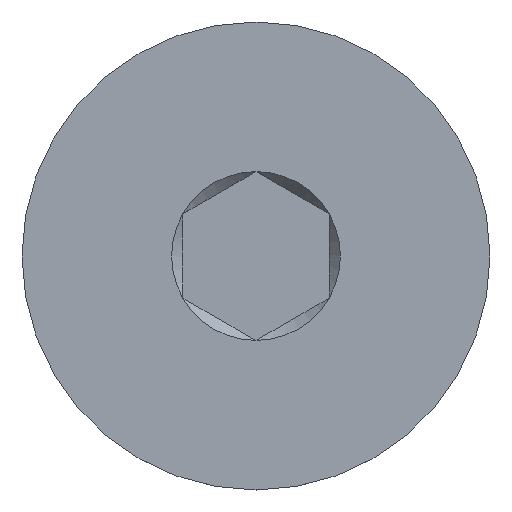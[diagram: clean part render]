
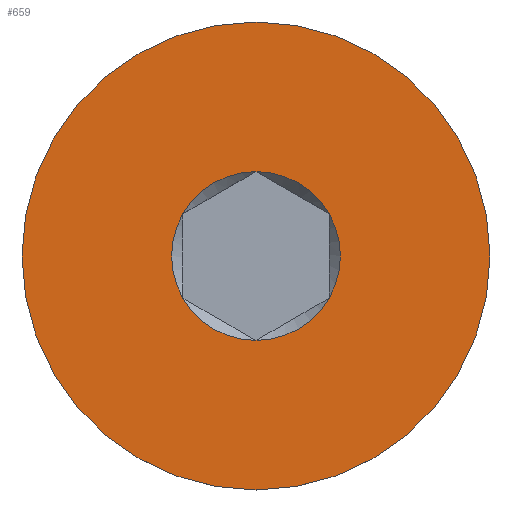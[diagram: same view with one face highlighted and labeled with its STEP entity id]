
A CAD part, top view. The second image highlights one B-rep face of the part: STEP entity #659.
In plain terms, the highlighted planar face has unit normal (0, 0, 1).
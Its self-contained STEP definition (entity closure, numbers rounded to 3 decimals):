
#17=FACE_BOUND('',#99,.T.);
#18=PLANE('',#732);
#58=FACE_OUTER_BOUND('',#98,.T.);
#98=EDGE_LOOP('',(#515,#516));
#99=EDGE_LOOP('',(#517,#518,#519,#520,#521,#522));
#140=CIRCLE('',#724,1.443);
#141=CIRCLE('',#726,4.);
#142=CIRCLE('',#727,4.);
#146=CIRCLE('',#733,1.443);
#147=CIRCLE('',#734,1.443);
#148=CIRCLE('',#735,1.443);
#149=CIRCLE('',#736,1.443);
#150=CIRCLE('',#737,1.443);
#295=VERTEX_POINT('',#4535);
#296=VERTEX_POINT('',#4536);
#297=VERTEX_POINT('',#4542);
#298=VERTEX_POINT('',#4543);
#304=VERTEX_POINT('',#4621);
#305=VERTEX_POINT('',#4623);
#306=VERTEX_POINT('',#4625);
#307=VERTEX_POINT('',#4627);
#379=EDGE_CURVE('',#295,#296,#140,.T.);
#380=EDGE_CURVE('',#297,#298,#141,.T.);
#381=EDGE_CURVE('',#298,#297,#142,.T.);
#390=EDGE_CURVE('',#296,#304,#146,.T.);
#391=EDGE_CURVE('',#304,#305,#147,.T.);
#392=EDGE_CURVE('',#305,#306,#148,.T.);
#393=EDGE_CURVE('',#306,#307,#149,.T.);
#394=EDGE_CURVE('',#307,#295,#150,.T.);
#515=ORIENTED_EDGE('',*,*,#380,.T.);
#516=ORIENTED_EDGE('',*,*,#381,.T.);
#517=ORIENTED_EDGE('',*,*,#390,.T.);
#518=ORIENTED_EDGE('',*,*,#391,.T.);
#519=ORIENTED_EDGE('',*,*,#392,.T.);
#520=ORIENTED_EDGE('',*,*,#393,.T.);
#521=ORIENTED_EDGE('',*,*,#394,.T.);
#522=ORIENTED_EDGE('',*,*,#379,.T.);
#659=ADVANCED_FACE('',(#58,#17),#18,.F.);
#724=AXIS2_PLACEMENT_3D('',#4540,#827,#828);
#726=AXIS2_PLACEMENT_3D('',#4544,#831,#832);
#727=AXIS2_PLACEMENT_3D('',#4545,#833,#834);
#732=AXIS2_PLACEMENT_3D('',#4620,#845,#846);
#733=AXIS2_PLACEMENT_3D('',#4622,#847,#848);
#734=AXIS2_PLACEMENT_3D('',#4624,#849,#850);
#735=AXIS2_PLACEMENT_3D('',#4626,#851,#852);
#736=AXIS2_PLACEMENT_3D('',#4628,#853,#854);
#737=AXIS2_PLACEMENT_3D('',#4629,#855,#856);
#827=DIRECTION('center_axis',(0.,0.,-1.));
#828=DIRECTION('ref_axis',(-1.,0.,0.));
#831=DIRECTION('center_axis',(0.,0.,1.));
#832=DIRECTION('ref_axis',(0.,-1.,0.));
#833=DIRECTION('center_axis',(0.,0.,1.));
#834=DIRECTION('ref_axis',(0.,-1.,0.));
#845=DIRECTION('center_axis',(0.,0.,-1.));
#846=DIRECTION('ref_axis',(0.,1.,0.));
#847=DIRECTION('center_axis',(0.,0.,-1.));
#848=DIRECTION('ref_axis',(-1.,0.,0.));
#849=DIRECTION('center_axis',(0.,0.,-1.));
#850=DIRECTION('ref_axis',(-1.,0.,0.));
#851=DIRECTION('center_axis',(0.,0.,-1.));
#852=DIRECTION('ref_axis',(-1.,0.,0.));
#853=DIRECTION('center_axis',(0.,0.,-1.));
#854=DIRECTION('ref_axis',(-1.,0.,0.));
#855=DIRECTION('center_axis',(0.,0.,-1.));
#856=DIRECTION('ref_axis',(-1.,0.,0.));
#4535=CARTESIAN_POINT('',(-1.25,-0.722,4.));
#4536=CARTESIAN_POINT('',(-1.25,0.722,4.));
#4540=CARTESIAN_POINT('Origin',(0.,0.,4.));
#4542=CARTESIAN_POINT('',(0.,-4.,4.));
#4543=CARTESIAN_POINT('',(0.,4.,4.));
#4544=CARTESIAN_POINT('Origin',(0.,0.,4.));
#4545=CARTESIAN_POINT('Origin',(0.,0.,4.));
#4620=CARTESIAN_POINT('Origin',(0.,0.,
4.));
#4621=CARTESIAN_POINT('',(0.,1.443,4.));
#4622=CARTESIAN_POINT('Origin',(0.,0.,4.));
#4623=CARTESIAN_POINT('',(1.25,0.722,4.));
#4624=CARTESIAN_POINT('Origin',(0.,0.,4.));
#4625=CARTESIAN_POINT('',(1.25,-0.722,4.));
#4626=CARTESIAN_POINT('Origin',(0.,0.,4.));
#4627=CARTESIAN_POINT('',(0.,-1.443,4.));
#4628=CARTESIAN_POINT('Origin',(0.,0.,4.));
#4629=CARTESIAN_POINT('Origin',(0.,0.,4.));
